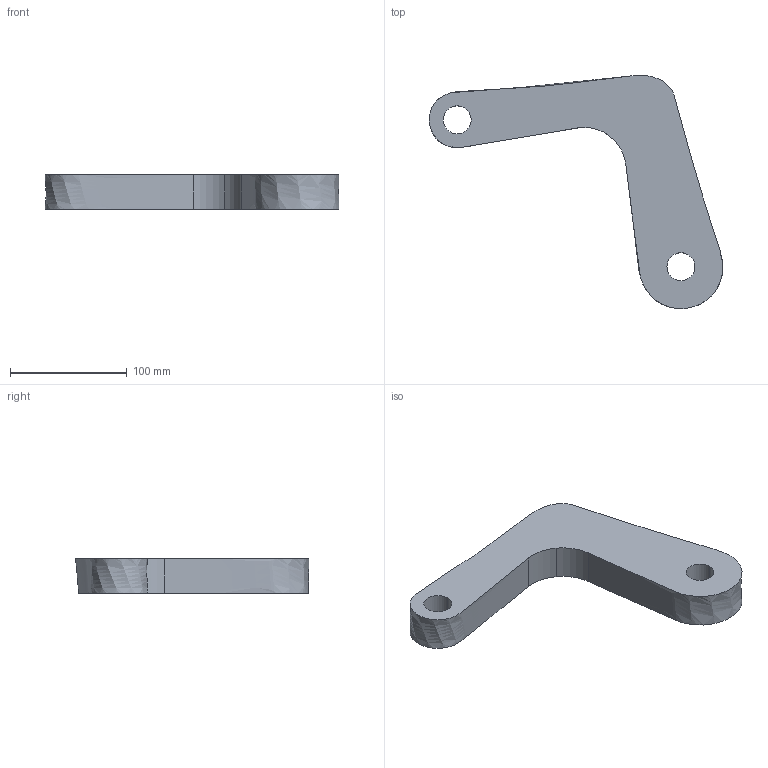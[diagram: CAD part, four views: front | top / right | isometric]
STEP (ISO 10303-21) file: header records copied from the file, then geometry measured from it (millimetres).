
FILE_DESCRIPTION(('STEP AP214'),'1');
FILE_NAME('DemEx6woExtBlends - Terrific.stp','2013-09-10T15:02:04',(' '),(' '),'Spatial InterOp 3D',' ',' ');
FILE_SCHEMA(('automotive_design'));
Length unit declared in the file: millimetre
Products named in the file (1): 1
Bounding box: 251.3 x 199.82 x 29.95 mm (x, y, z)
Volume: 465445 mm3; surface area: 64054.7 mm2
Topology: 1 solids, 1 shells, 20 faces, 51 edges, 35 vertices
Faces by surface type: bspline 10, cylinder 6, plane 4
Entity records: 14492 total; most frequent: CARTESIAN_POINT 13900, ORIENTED_EDGE 102, DIRECTION 52, EDGE_CURVE 51, VERTEX_POINT 35, B_SPLINE_CURVE_WITH_KNOTS 33, EDGE_LOOP 26, AXIS2_PLACEMENT_3D 23
